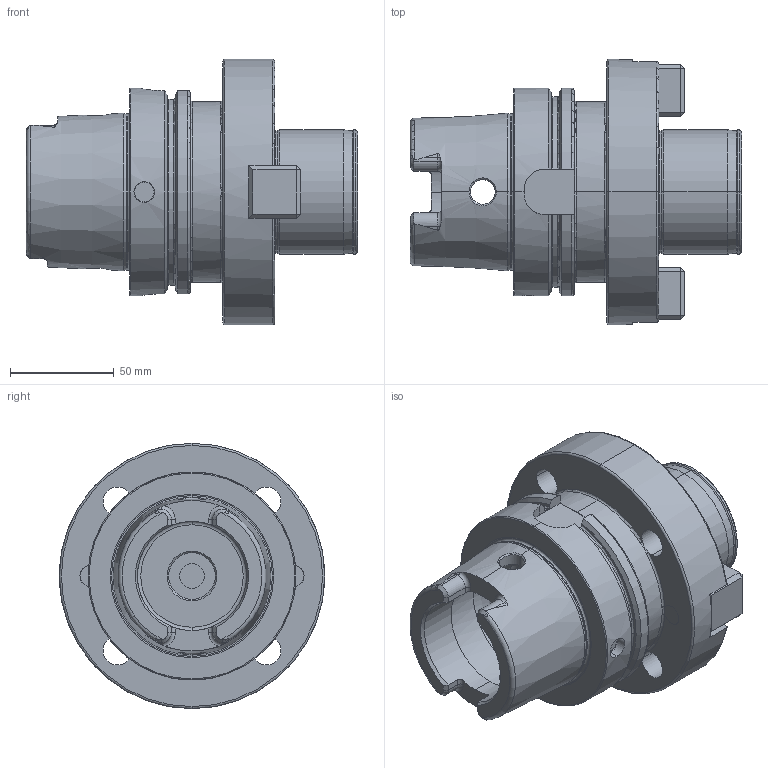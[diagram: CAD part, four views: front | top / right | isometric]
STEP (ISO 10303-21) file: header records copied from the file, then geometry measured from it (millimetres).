
FILE_DESCRIPTION (( 'STEP AP203' ), '1' );
FILE_NAME ('HA0-D60.K01.070.STEP', '2017-11-15T14:51:18', ( 'SWIAdmin' ), ( 'Hewlett-Packard Company' ), 'SwSTEP 2.0', 'SolidWorks 2017', '' );
FILE_SCHEMA (( 'CONFIG_CONTROL_DESIGN' ));
Length unit declared in the file: millimetre
Products named in the file (4): U00-D60.ER1.025; HA0-D60.K01.070_Weichbearbeitung; ISO 4762 - M12 x 25_PreviewCfg; HA0-D60.K01.070
Assembly tree (5 placements, depth 2):
  HA0-D60.K01.070
    HA0-D60.K01.070_Weichbearbeitung
    U00-D60.ER1.025  x2
    ISO 4762 - M12 x 25_PreviewCfg  x2
Bounding box: 159.8 x 128 x 128 mm (x, y, z)
Volume: 779252.1 mm3; surface area: 104489.2 mm2
Topology: 5 solids, 5 shells, 346 faces, 848 edges, 510 vertices
Faces by surface type: plane 127, cylinder 90, torus 61, cone 58, bspline 10
Entity records: 10840 total; most frequent: CARTESIAN_POINT 3351, DIRECTION 1527, ORIENTED_EDGE 1472, EDGE_CURVE 736, AXIS2_PLACEMENT_3D 624, VERTEX_POINT 449, CIRCLE 332, EDGE_LOOP 313
